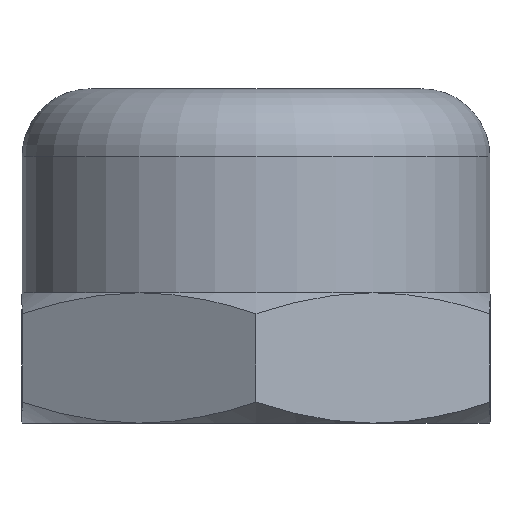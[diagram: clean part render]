
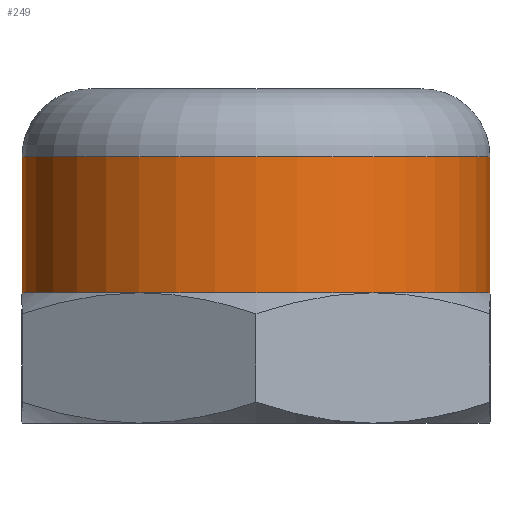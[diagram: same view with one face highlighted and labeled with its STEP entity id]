
A CAD part, front view. The second image highlights one B-rep face of the part: STEP entity #249.
In plain terms, the highlighted cylindrical face has radius 3.5 mm (diameter 7 mm), a partial arc.
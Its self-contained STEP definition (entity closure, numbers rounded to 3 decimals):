
#23 = DIRECTION ( 'NONE',  ( -1., 0., 0. ) ) ;
#52 = VERTEX_POINT ( 'NONE', #99 ) ;
#58 = CARTESIAN_POINT ( 'NONE',  ( 0., 0., 0. ) ) ;
#63 = ORIENTED_EDGE ( 'NONE', *, *, #946, .F. ) ;
#81 = AXIS2_PLACEMENT_3D ( 'NONE', #614, #177, #23 ) ;
#99 = CARTESIAN_POINT ( 'NONE',  ( -1.75, -3.031, 0. ) ) ;
#119 = EDGE_CURVE ( 'NONE', #973, #666, #516, .T. ) ;
#123 = FACE_OUTER_BOUND ( 'NONE', #135, .T. ) ;
#135 = EDGE_LOOP ( 'NONE', ( #970, #661, #63, #579, #475, #281 ) ) ;
#143 = DIRECTION ( 'NONE',  ( 0., 0., 1. ) ) ;
#158 = CARTESIAN_POINT ( 'NONE',  ( 1.75, -3.031, 0. ) ) ;
#177 = DIRECTION ( 'NONE',  ( 0., 0., -1. ) ) ;
#182 = DIRECTION ( 'NONE',  ( 0., 0., 1. ) ) ;
#184 = VECTOR ( 'NONE', #143, 1000. ) ;
#223 = DIRECTION ( 'NONE',  ( 1., 0., 0. ) ) ;
#231 = DIRECTION ( 'NONE',  ( 0., 0., -1. ) ) ;
#234 = CARTESIAN_POINT ( 'NONE',  ( 0., 0., 2.033 ) ) ;
#249 = ADVANCED_FACE ( 'NONE', ( #123 ), #421, .T. ) ;
#281 = ORIENTED_EDGE ( 'NONE', *, *, #353, .F. ) ;
#302 = DIRECTION ( 'NONE',  ( 0., 0., 1. ) ) ;
#310 = DIRECTION ( 'NONE',  ( -1., 0., 0. ) ) ;
#337 = VERTEX_POINT ( 'NONE', #745 ) ;
#353 = EDGE_CURVE ( 'NONE', #337, #960, #903, .T. ) ;
#362 = CIRCLE ( 'NONE', #520, 3.5 ) ;
#368 = CARTESIAN_POINT ( 'NONE',  ( -3.5, 0., 9.481 ) ) ;
#379 = CIRCLE ( 'NONE', #613, 3.5 ) ;
#419 = VERTEX_POINT ( 'NONE', #663 ) ;
#421 = CYLINDRICAL_SURFACE ( 'NONE', #540, 3.5 ) ;
#427 = DIRECTION ( 'NONE',  ( 1., 0., 0. ) ) ;
#428 = LINE ( 'NONE', #368, #184 ) ;
#437 = DIRECTION ( 'NONE',  ( -1., 0., 0. ) ) ;
#445 = VECTOR ( 'NONE', #182, 1000. ) ;
#475 = ORIENTED_EDGE ( 'NONE', *, *, #583, .T. ) ;
#490 = CARTESIAN_POINT ( 'NONE',  ( 0., 0., 9.481 ) ) ;
#495 = LINE ( 'NONE', #956, #445 ) ;
#516 = CIRCLE ( 'NONE', #81, 3.5 ) ;
#520 = AXIS2_PLACEMENT_3D ( 'NONE', #966, #231, #310 ) ;
#540 = AXIS2_PLACEMENT_3D ( 'NONE', #490, #723, #427 ) ;
#579 = ORIENTED_EDGE ( 'NONE', *, *, #119, .F. ) ;
#583 = EDGE_CURVE ( 'NONE', #973, #960, #495, .T. ) ;
#598 = CARTESIAN_POINT ( 'NONE',  ( 3.5, 0., 2.033 ) ) ;
#613 = AXIS2_PLACEMENT_3D ( 'NONE', #58, #812, #437 ) ;
#614 = CARTESIAN_POINT ( 'NONE',  ( 0., 0., 0. ) ) ;
#661 = ORIENTED_EDGE ( 'NONE', *, *, #741, .F. ) ;
#663 = CARTESIAN_POINT ( 'NONE',  ( -3.5, 0., 0. ) ) ;
#666 = VERTEX_POINT ( 'NONE', #158 ) ;
#723 = DIRECTION ( 'NONE',  ( 0., 0., 1. ) ) ;
#741 = EDGE_CURVE ( 'NONE', #52, #419, #362, .T. ) ;
#745 = CARTESIAN_POINT ( 'NONE',  ( -3.5, 0., 2.033 ) ) ;
#812 = DIRECTION ( 'NONE',  ( 0., 0., -1. ) ) ;
#852 = AXIS2_PLACEMENT_3D ( 'NONE', #234, #302, #223 ) ;
#903 = CIRCLE ( 'NONE', #852, 3.5 ) ;
#946 = EDGE_CURVE ( 'NONE', #666, #52, #379, .T. ) ;
#952 = EDGE_CURVE ( 'NONE', #419, #337, #428, .T. ) ;
#956 = CARTESIAN_POINT ( 'NONE',  ( 3.5, 0., 9.481 ) ) ;
#960 = VERTEX_POINT ( 'NONE', #598 ) ;
#962 = CARTESIAN_POINT ( 'NONE',  ( 3.5, 0., 0. ) ) ;
#966 = CARTESIAN_POINT ( 'NONE',  ( 0., 0., 0. ) ) ;
#970 = ORIENTED_EDGE ( 'NONE', *, *, #952, .F. ) ;
#973 = VERTEX_POINT ( 'NONE', #962 ) ;
